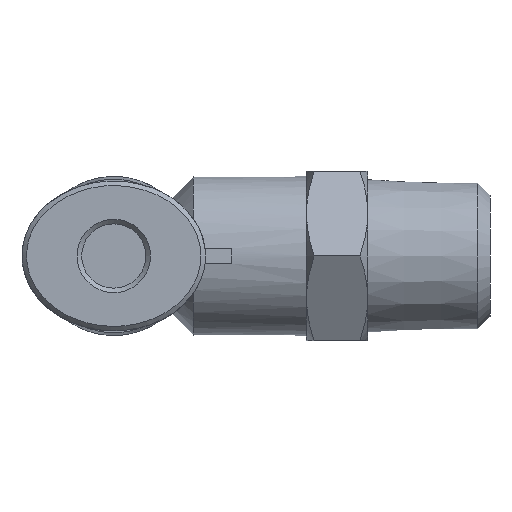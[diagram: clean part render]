
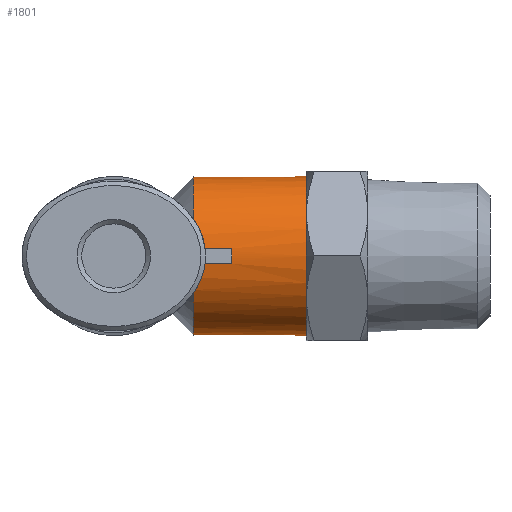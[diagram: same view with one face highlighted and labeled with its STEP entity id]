
A CAD part, front view. The second image highlights one B-rep face of the part: STEP entity #1801.
In plain terms, the highlighted cylindrical face has radius 5.2 mm (diameter 10.4 mm), a full revolution.
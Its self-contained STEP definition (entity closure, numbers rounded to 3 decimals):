
#1075=CARTESIAN_POINT('',(5.176,-7.7,-0.5));
#1076=VERTEX_POINT('',#1075);
#1083=CARTESIAN_POINT('',(5.176,-5.2,-0.5));
#1084=VERTEX_POINT('',#1083);
#1085=CARTESIAN_POINT('',(5.176,-5.2,-0.5));
#1086=DIRECTION('',(0.0,-1.0,0.0));
#1087=VECTOR('',#1086,2.5);
#1088=LINE('',#1085,#1087);
#1089=EDGE_CURVE('',#1084,#1076,#1088,.T.);
#1184=CARTESIAN_POINT('',(-5.176,-5.2,-0.5));
#1185=VERTEX_POINT('',#1184);
#1199=CARTESIAN_POINT('',(-5.176,-7.7,-0.5));
#1200=VERTEX_POINT('',#1199);
#1201=CARTESIAN_POINT('',(-5.176,-7.7,-0.5));
#1202=DIRECTION('',(0.0,1.0,0.0));
#1203=VECTOR('',#1202,2.5);
#1204=LINE('',#1201,#1203);
#1205=EDGE_CURVE('',#1200,#1185,#1204,.T.);
#1331=CARTESIAN_POINT('',(5.176,-5.2,0.5));
#1332=VERTEX_POINT('',#1331);
#1346=CARTESIAN_POINT('',(5.176,-7.7,0.5));
#1347=VERTEX_POINT('',#1346);
#1348=CARTESIAN_POINT('',(5.176,-7.7,0.5));
#1349=DIRECTION('',(0.0,1.0,0.0));
#1350=VECTOR('',#1349,2.5);
#1351=LINE('',#1348,#1350);
#1352=EDGE_CURVE('',#1347,#1332,#1351,.T.);
#1377=CARTESIAN_POINT('',(-5.176,-7.7,0.5));
#1378=VERTEX_POINT('',#1377);
#1379=CARTESIAN_POINT('',(-5.2,-7.7,0.0));
#1380=VERTEX_POINT('',#1379);
#1381=CARTESIAN_POINT('',(0.0,-7.7,0.0));
#1382=DIRECTION('',(0.0,-1.0,0.0));
#1383=DIRECTION('',(1.0,0.0,0.0));
#1384=AXIS2_PLACEMENT_3D('',#1381,#1382,#1383);
#1385=CIRCLE('',#1384,5.2);
#1386=EDGE_CURVE('',#1378,#1380,#1385,.T.);
#1410=CARTESIAN_POINT('',(5.2,-7.7,0.0));
#1411=VERTEX_POINT('',#1410);
#1412=CARTESIAN_POINT('',(0.0,-7.7,0.0));
#1413=DIRECTION('',(0.0,-1.0,0.0));
#1414=DIRECTION('',(1.0,0.0,0.0));
#1415=AXIS2_PLACEMENT_3D('',#1412,#1413,#1414);
#1416=CIRCLE('',#1415,5.2);
#1417=EDGE_CURVE('',#1411,#1347,#1416,.T.);
#1434=CARTESIAN_POINT('',(0.0,-7.7,0.0));
#1435=DIRECTION('',(0.0,-1.0,0.0));
#1436=DIRECTION('',(1.0,0.0,0.0));
#1437=AXIS2_PLACEMENT_3D('',#1434,#1435,#1436);
#1438=CIRCLE('',#1437,5.2);
#1439=EDGE_CURVE('',#1076,#1411,#1438,.T.);
#1456=CARTESIAN_POINT('',(0.0,-7.7,0.0));
#1457=DIRECTION('',(0.0,-1.0,0.0));
#1458=DIRECTION('',(1.0,0.0,0.0));
#1459=AXIS2_PLACEMENT_3D('',#1456,#1457,#1458);
#1460=CIRCLE('',#1459,5.2);
#1461=EDGE_CURVE('',#1380,#1200,#1460,.T.);
#1544=CARTESIAN_POINT('',(-5.176,-5.2,0.5));
#1545=VERTEX_POINT('',#1544);
#1546=CARTESIAN_POINT('',(-5.176,-5.2,0.5));
#1547=DIRECTION('',(0.0,-1.0,0.0));
#1548=VECTOR('',#1547,2.5);
#1549=LINE('',#1546,#1548);
#1550=EDGE_CURVE('',#1545,#1378,#1549,.T.);
#1713=CARTESIAN_POINT('',(0.0,-5.2,0.0));
#1714=DIRECTION('',(0.0,-1.0,0.0));
#1715=DIRECTION('',(1.0,0.0,0.0));
#1716=AXIS2_PLACEMENT_3D('',#1713,#1714,#1715);
#1717=CIRCLE('',#1716,5.2);
#1718=EDGE_CURVE('',#1185,#1084,#1717,.T.);
#1761=CARTESIAN_POINT('',(0.0,-5.2,0.0));
#1762=DIRECTION('',(0.0,-1.0,0.0));
#1763=DIRECTION('',(1.0,0.0,0.0));
#1764=AXIS2_PLACEMENT_3D('',#1761,#1762,#1763);
#1765=CIRCLE('',#1764,5.2);
#1766=EDGE_CURVE('',#1332,#1545,#1765,.T.);
#1773=CARTESIAN_POINT('',(0.0,-8.9,0.0));
#1774=DIRECTION('',(0.0,-1.0,0.0));
#1775=DIRECTION('',(1.0,0.0,0.0));
#1776=AXIS2_PLACEMENT_3D('',#1773,#1774,#1775);
#1777=CYLINDRICAL_SURFACE('',#1776,5.2);
#1778=ORIENTED_EDGE('',*,*,#1205,.T.);
#1779=ORIENTED_EDGE('',*,*,#1718,.T.);
#1780=ORIENTED_EDGE('',*,*,#1089,.T.);
#1781=ORIENTED_EDGE('',*,*,#1439,.T.);
#1782=ORIENTED_EDGE('',*,*,#1417,.T.);
#1783=ORIENTED_EDGE('',*,*,#1352,.T.);
#1784=ORIENTED_EDGE('',*,*,#1766,.T.);
#1785=ORIENTED_EDGE('',*,*,#1550,.T.);
#1786=ORIENTED_EDGE('',*,*,#1386,.T.);
#1787=ORIENTED_EDGE('',*,*,#1461,.T.);
#1788=EDGE_LOOP('',(#1778,#1779,#1780,#1781,#1782,#1783,#1784,#1785,#1786,#1787));
#1789=FACE_OUTER_BOUND('',#1788,.T.);
#1790=CARTESIAN_POINT('',(5.2,-12.6,0.0));
#1791=VERTEX_POINT('',#1790);
#1792=CARTESIAN_POINT('',(0.0,-12.6,0.0));
#1793=DIRECTION('',(0.0,-1.0,0.0));
#1794=DIRECTION('',(1.0,0.0,0.0));
#1795=AXIS2_PLACEMENT_3D('',#1792,#1793,#1794);
#1796=CIRCLE('',#1795,5.2);
#1797=EDGE_CURVE('',#1791,#1791,#1796,.T.);
#1798=ORIENTED_EDGE('',*,*,#1797,.F.);
#1799=EDGE_LOOP('',(#1798));
#1800=FACE_BOUND('',#1799,.T.);
#1801=ADVANCED_FACE('',(#1789,#1800),#1777,.T.);
